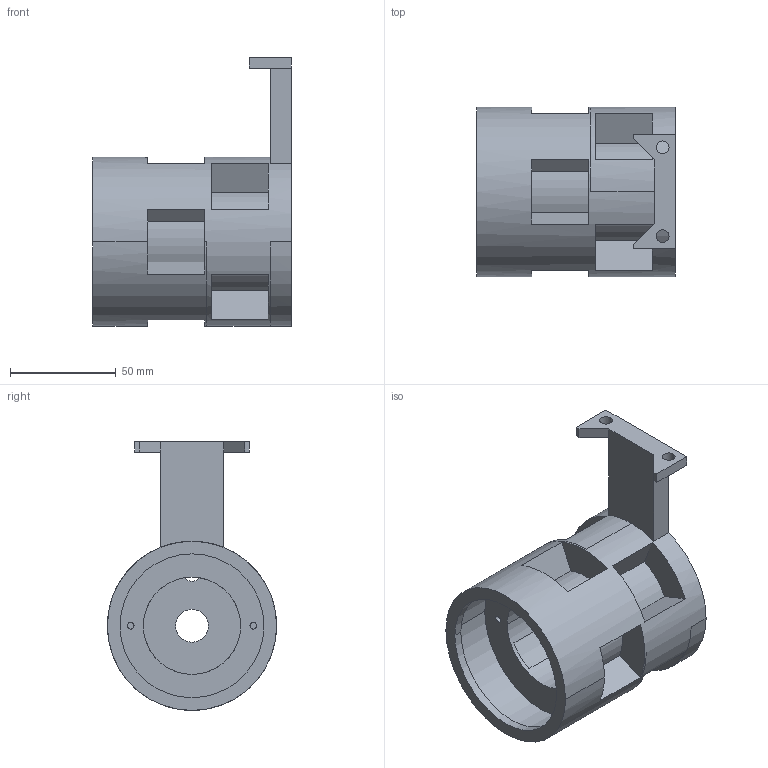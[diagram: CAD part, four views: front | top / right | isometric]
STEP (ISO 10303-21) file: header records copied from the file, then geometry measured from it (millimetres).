
FILE_DESCRIPTION((''),'2;1');
FILE_NAME('TOP','2020-01-08T15:14:35',('max'),(''),'CREO PARAMETRIC BY PTC INC, 2019224','CREO PARAMETRIC BY PTC INC, 2019224','');
FILE_SCHEMA(('CONFIG_CONTROL_DESIGN'));
Length unit declared in the file: millimetre
Products named in the file (1): TOP
Bounding box: 94 x 80 x 127.08 mm (x, y, z)
Volume: 89874.9 mm3; surface area: 87559.5 mm2
Topology: 1 solids, 3 shells, 160 faces, 435 edges, 292 vertices
Faces by surface type: plane 122, cylinder 38
Entity records: 5144 total; most frequent: DIRECTION 894, CARTESIAN_POINT 887, ORIENTED_EDGE 870, EDGE_CURVE 435, AXIS2_PLACEMENT_3D 299, VECTOR 296, LINE 296, VERTEX_POINT 292
